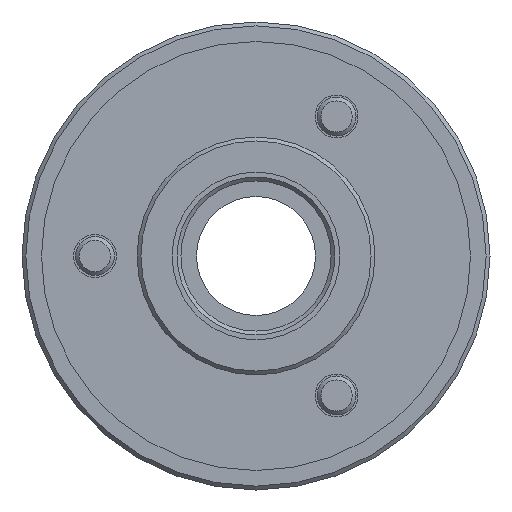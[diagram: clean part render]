
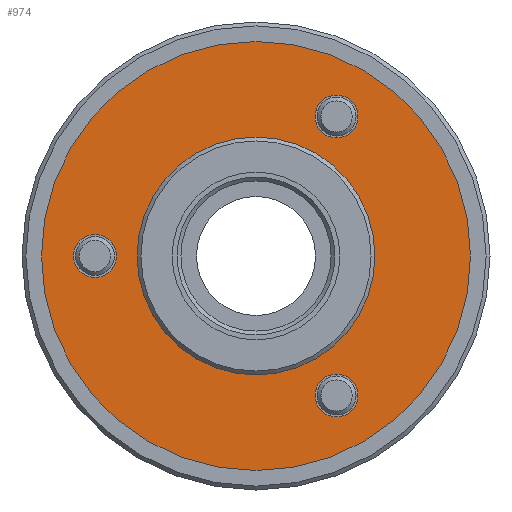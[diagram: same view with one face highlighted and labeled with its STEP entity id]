
A CAD part, left-side view. The second image highlights one B-rep face of the part: STEP entity #974.
In plain terms, the highlighted planar face has unit normal (-1, 0, 0).
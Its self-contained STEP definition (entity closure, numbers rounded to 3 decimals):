
#25 = VERTEX_POINT ( 'NONE', #1913 ) ;
#86 = CARTESIAN_POINT ( 'NONE',  ( 4., 55., 0. ) ) ;
#185 = DIRECTION ( 'NONE',  ( 0., 0., 1. ) ) ;
#587 = FACE_OUTER_BOUND ( 'NONE', #1499, .T. ) ;
#619 = AXIS2_PLACEMENT_3D ( 'NONE', #3533, #620, #3215 ) ;
#620 = DIRECTION ( 'NONE',  ( -1., 0., 0. ) ) ;
#667 = CARTESIAN_POINT ( 'NONE',  ( 4., 46.8, 0. ) ) ;
#704 = CARTESIAN_POINT ( 'NONE',  ( 4., -20.65, -35.767 ) ) ;
#723 = EDGE_CURVE ( 'NONE', #3770, #3770, #4498, .T. ) ;
#836 = EDGE_CURVE ( 'NONE', #1552, #1552, #3081, .T. ) ;
#974 = ADVANCED_FACE ( 'NONE', ( #1020, #2825, #4743, #587, #2405 ), #4252, .F. ) ;
#1020 = FACE_BOUND ( 'NONE', #1491, .T. ) ;
#1139 = EDGE_CURVE ( 'NONE', #4825, #4825, #1722, .T. ) ;
#1163 = DIRECTION ( 'NONE',  ( 1., 0., 0. ) ) ;
#1456 = EDGE_LOOP ( 'NONE', ( #3966 ) ) ;
#1476 = EDGE_LOOP ( 'NONE', ( #3988 ) ) ;
#1491 = EDGE_LOOP ( 'NONE', ( #4016 ) ) ;
#1499 = EDGE_LOOP ( 'NONE', ( #3955 ) ) ;
#1552 = VERTEX_POINT ( 'NONE', #3324 ) ;
#1722 = CIRCLE ( 'NONE', #4830, 5.5 ) ;
#1823 = EDGE_LOOP ( 'NONE', ( #3978 ) ) ;
#1876 = AXIS2_PLACEMENT_3D ( 'NONE', #5148, #3252, #5571 ) ;
#1913 = CARTESIAN_POINT ( 'NONE',  ( 4., -15.15, -35.767 ) ) ;
#1959 = DIRECTION ( 'NONE',  ( 1., 0., 0. ) ) ;
#2252 = VERTEX_POINT ( 'NONE', #4069 ) ;
#2405 = FACE_BOUND ( 'NONE', #1456, .T. ) ;
#2492 = DIRECTION ( 'NONE',  ( -1., 0., 0. ) ) ;
#2528 = DIRECTION ( 'NONE',  ( 1., 0., 0. ) ) ;
#2568 = AXIS2_PLACEMENT_3D ( 'NONE', #3867, #2492, #185 ) ;
#2742 = CIRCLE ( 'NONE', #4100, 5.5 ) ;
#2825 = FACE_BOUND ( 'NONE', #1823, .T. ) ;
#2952 = DIRECTION ( 'NONE',  ( 0., 1., 0. ) ) ;
#3081 = CIRCLE ( 'NONE', #619, 55. ) ;
#3215 = DIRECTION ( 'NONE',  ( 0., -1., 0. ) ) ;
#3252 = DIRECTION ( 'NONE',  ( 1., 0., 0. ) ) ;
#3324 = CARTESIAN_POINT ( 'NONE',  ( 4., -55., 0. ) ) ;
#3351 = AXIS2_PLACEMENT_3D ( 'NONE', #86, #1959, #3744 ) ;
#3533 = CARTESIAN_POINT ( 'NONE',  ( 4., 0., 0. ) ) ;
#3744 = DIRECTION ( 'NONE',  ( 0., 1., 0. ) ) ;
#3770 = VERTEX_POINT ( 'NONE', #5632 ) ;
#3867 = CARTESIAN_POINT ( 'NONE',  ( 4., 0., 0. ) ) ;
#3955 = ORIENTED_EDGE ( 'NONE', *, *, #836, .T. ) ;
#3966 = ORIENTED_EDGE ( 'NONE', *, *, #4106, .F. ) ;
#3978 = ORIENTED_EDGE ( 'NONE', *, *, #5590, .T. ) ;
#3988 = ORIENTED_EDGE ( 'NONE', *, *, #1139, .T. ) ;
#4016 = ORIENTED_EDGE ( 'NONE', *, *, #723, .T. ) ;
#4069 = CARTESIAN_POINT ( 'NONE',  ( 4., 0., 30.5 ) ) ;
#4100 = AXIS2_PLACEMENT_3D ( 'NONE', #704, #2528, #4393 ) ;
#4106 = EDGE_CURVE ( 'NONE', #2252, #2252, #5188, .T. ) ;
#4252 = PLANE ( 'NONE',  #3351 ) ;
#4393 = DIRECTION ( 'NONE',  ( 0., 1., 0. ) ) ;
#4498 = CIRCLE ( 'NONE', #1876, 5.5 ) ;
#4743 = FACE_BOUND ( 'NONE', #1476, .T. ) ;
#4825 = VERTEX_POINT ( 'NONE', #667 ) ;
#4830 = AXIS2_PLACEMENT_3D ( 'NONE', #5278, #1163, #2952 ) ;
#5148 = CARTESIAN_POINT ( 'NONE',  ( 4., -20.65, 35.767 ) ) ;
#5188 = CIRCLE ( 'NONE', #2568, 30.5 ) ;
#5278 = CARTESIAN_POINT ( 'NONE',  ( 4., 41.3, 0. ) ) ;
#5571 = DIRECTION ( 'NONE',  ( 0., 1., 0. ) ) ;
#5590 = EDGE_CURVE ( 'NONE', #25, #25, #2742, .T. ) ;
#5632 = CARTESIAN_POINT ( 'NONE',  ( 4., -15.15, 35.767 ) ) ;
